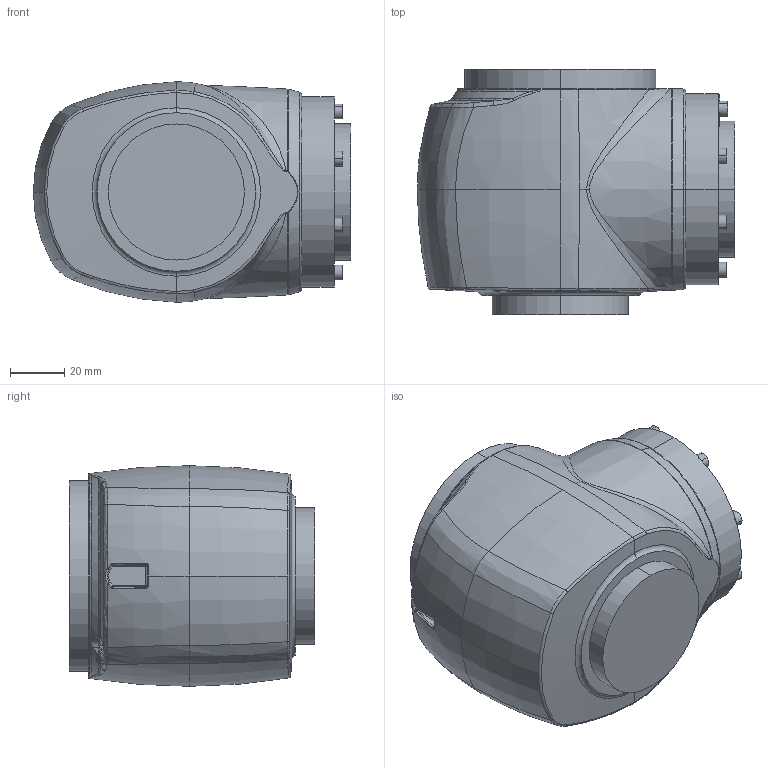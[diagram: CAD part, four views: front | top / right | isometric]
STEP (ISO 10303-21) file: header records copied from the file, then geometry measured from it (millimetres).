
FILE_DESCRIPTION (( 'STEP AP203' ), '1' );
FILE_NAME ('link5_Predeterminado_sldprt.STEP', '2023-06-14T01:22:57', ( '' ), ( '' ), 'SwSTEP 2.0', 'SolidWorks 2022', '' );
FILE_SCHEMA (( 'CONFIG_CONTROL_DESIGN' ));
Length unit declared in the file: millimetre
Products named in the file (1): link5_Predeterminado_sldprt
Bounding box: 116.5 x 90 x 81 mm (x, y, z)
Volume: 584306.1 mm3; surface area: 40352.1 mm2
Topology: 1 solids, 1 shells, 229 faces, 546 edges, 333 vertices
Faces by surface type: bspline 92, plane 55, cylinder 42, torus 24, cone 10, sphere 6
Entity records: 10564 total; most frequent: CARTESIAN_POINT 5795, ORIENTED_EDGE 1088, DIRECTION 836, EDGE_CURVE 544, AXIS2_PLACEMENT_3D 349, VERTEX_POINT 333, EDGE_LOOP 245, ADVANCED_FACE 229
